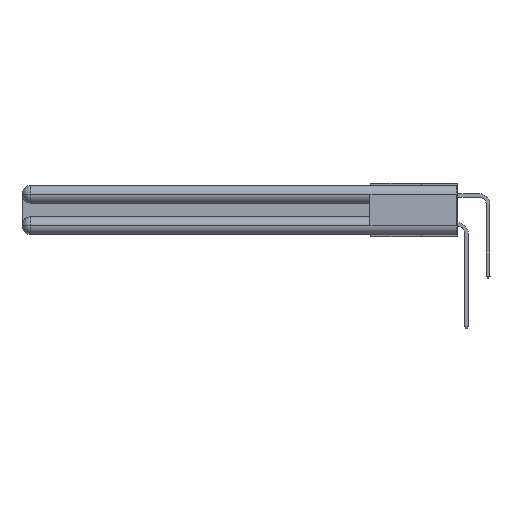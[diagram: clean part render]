
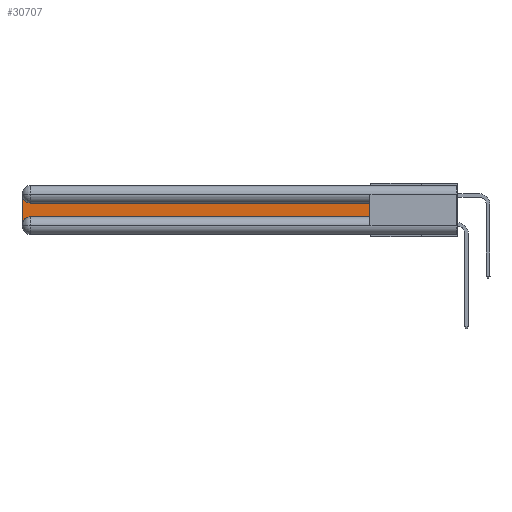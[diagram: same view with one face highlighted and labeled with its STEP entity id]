
A CAD part, left-side view. The second image highlights one B-rep face of the part: STEP entity #30707.
In plain terms, the highlighted planar face has unit normal (-1, 0, 0).
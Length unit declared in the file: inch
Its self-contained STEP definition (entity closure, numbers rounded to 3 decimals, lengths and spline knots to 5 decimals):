
#865 = VERTEX_POINT ( 'NONE', #4517 ) ;
#1002 = VERTEX_POINT ( 'NONE', #31978 ) ;
#1757 = VERTEX_POINT ( 'NONE', #30466 ) ;
#1953 = EDGE_CURVE ( 'NONE', #29329, #32694, #29466, .T. ) ;
#2832 = ORIENTED_EDGE ( 'NONE', *, *, #10194, .T. ) ;
#3258 = CARTESIAN_POINT ( 'NONE',  ( 0.075, 3., -0.2175 ) ) ;
#4070 = LINE ( 'NONE', #24465, #20065 ) ;
#4517 = CARTESIAN_POINT ( 'NONE',  ( 0.075, 0.6, -0.1225 ) ) ;
#5260 = EDGE_CURVE ( 'NONE', #32694, #1757, #31809, .T. ) ;
#5392 = DIRECTION ( 'NONE',  ( 1., 0., 0. ) ) ;
#5782 = VECTOR ( 'NONE', #20868, 39.37008 ) ;
#5816 = CARTESIAN_POINT ( 'NONE',  ( 0.075, 0.6, -0.1225 ) ) ;
#6506 = FACE_OUTER_BOUND ( 'NONE', #24798, .T. ) ;
#7478 = DIRECTION ( 'NONE',  ( 0., 0., -1. ) ) ;
#8582 = EDGE_CURVE ( 'NONE', #1002, #25098, #14556, .T. ) ;
#10194 = EDGE_CURVE ( 'NONE', #865, #1002, #22905, .T. ) ;
#10542 = CARTESIAN_POINT ( 'NONE',  ( 0.075, 3., -0.2775 ) ) ;
#10813 = ORIENTED_EDGE ( 'NONE', *, *, #14315, .T. ) ;
#12422 = CARTESIAN_POINT ( 'NONE',  ( 0.075, 3., -0.1225 ) ) ;
#12593 = DIRECTION ( 'NONE',  ( 0., 0., 1. ) ) ;
#12920 = ORIENTED_EDGE ( 'NONE', *, *, #8582, .T. ) ;
#13561 = CARTESIAN_POINT ( 'NONE',  ( 0.075, 2.94, -0.2775 ) ) ;
#14315 = EDGE_CURVE ( 'NONE', #25098, #29329, #24754, .T. ) ;
#14556 = CIRCLE ( 'NONE', #33019, 0.06 ) ;
#16115 = DIRECTION ( 'NONE',  ( 0., 0., -1. ) ) ;
#16991 = AXIS2_PLACEMENT_3D ( 'NONE', #12422, #32892, #7478 ) ;
#17202 = EDGE_CURVE ( 'NONE', #1757, #865, #4070, .T. ) ;
#18239 = DIRECTION ( 'NONE',  ( 0., 0., -1. ) ) ;
#18557 = DIRECTION ( 'NONE',  ( 1., 0., 0. ) ) ;
#20065 = VECTOR ( 'NONE', #12593, 39.37008 ) ;
#20868 = DIRECTION ( 'NONE',  ( 0., -1., 0. ) ) ;
#21097 = CARTESIAN_POINT ( 'NONE',  ( 0.075, 2.94, -0.2175 ) ) ;
#22905 = LINE ( 'NONE', #5816, #23695 ) ;
#22910 = ORIENTED_EDGE ( 'NONE', *, *, #17202, .T. ) ;
#22920 = AXIS2_PLACEMENT_3D ( 'NONE', #13561, #5392, #31024 ) ;
#23695 = VECTOR ( 'NONE', #31561, 39.37008 ) ;
#23937 = CARTESIAN_POINT ( 'NONE',  ( 0.075, 2.94, -0.0625 ) ) ;
#24465 = CARTESIAN_POINT ( 'NONE',  ( 0.075, 0.6, -0.2175 ) ) ;
#24754 = LINE ( 'NONE', #3258, #25498 ) ;
#24798 = EDGE_LOOP ( 'NONE', ( #2832, #12920, #10813, #31134, #27759, #22910 ) ) ;
#25098 = VERTEX_POINT ( 'NONE', #29459 ) ;
#25498 = VECTOR ( 'NONE', #18239, 39.37008 ) ;
#26107 = CARTESIAN_POINT ( 'NONE',  ( 0.075, 0.6, -0.2175 ) ) ;
#27759 = ORIENTED_EDGE ( 'NONE', *, *, #5260, .T. ) ;
#29329 = VERTEX_POINT ( 'NONE', #10542 ) ;
#29459 = CARTESIAN_POINT ( 'NONE',  ( 0.075, 3., -0.0625 ) ) ;
#29466 = CIRCLE ( 'NONE', #22920, 0.06 ) ;
#30466 = CARTESIAN_POINT ( 'NONE',  ( 0.075, 0.6, -0.2175 ) ) ;
#30541 = PLANE ( 'NONE',  #16991 ) ;
#30707 = ADVANCED_FACE ( 'NONE', ( #6506 ), #30541, .F. ) ;
#31024 = DIRECTION ( 'NONE',  ( 0., 0., -1. ) ) ;
#31134 = ORIENTED_EDGE ( 'NONE', *, *, #1953, .T. ) ;
#31561 = DIRECTION ( 'NONE',  ( 0., 1., 0. ) ) ;
#31809 = LINE ( 'NONE', #26107, #5782 ) ;
#31978 = CARTESIAN_POINT ( 'NONE',  ( 0.075, 2.94, -0.1225 ) ) ;
#32694 = VERTEX_POINT ( 'NONE', #21097 ) ;
#32892 = DIRECTION ( 'NONE',  ( 1., 0., 0. ) ) ;
#33019 = AXIS2_PLACEMENT_3D ( 'NONE', #23937, #18557, #16115 ) ;
